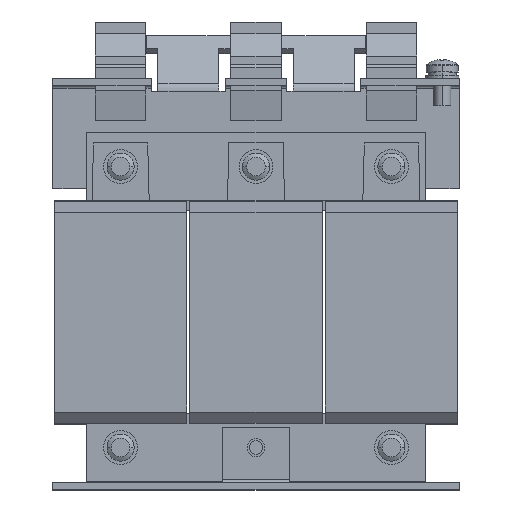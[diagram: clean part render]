
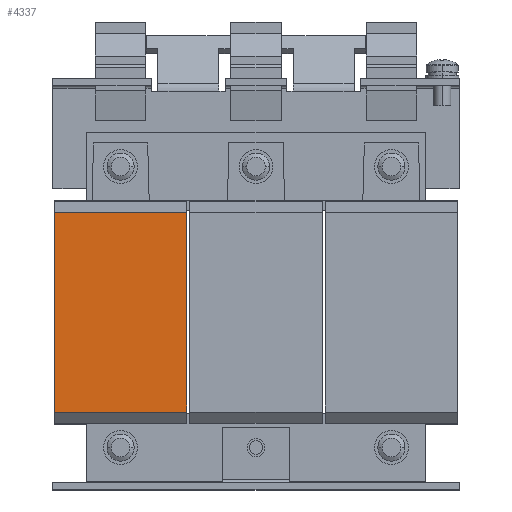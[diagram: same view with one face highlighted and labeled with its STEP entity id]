
A CAD part, top view. The second image highlights one B-rep face of the part: STEP entity #4337.
In plain terms, the highlighted planar face has unit normal (0, 0, 1).
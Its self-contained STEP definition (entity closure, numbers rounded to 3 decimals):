
#1111 = FACE_OUTER_BOUND ( 'NONE', #9373, .T. ) ;
#1113 = LINE ( 'NONE', #14882, #12473 ) ;
#1252 = DIRECTION ( 'NONE',  ( -1., 0., 0. ) ) ;
#1956 = LINE ( 'NONE', #13164, #7269 ) ;
#2353 = DIRECTION ( 'NONE',  ( 0., 1., 0. ) ) ;
#2879 = VERTEX_POINT ( 'NONE', #3719 ) ;
#2885 = VERTEX_POINT ( 'NONE', #10913 ) ;
#2977 = EDGE_CURVE ( 'Defeature ausgef�hrt12_243+Defeature ausgef�hrt12_237+Defeature ausgef�hrt12_244+Defeature ausgef�hrt12_242', #12792, #2885, #6289, .T. ) ;
#3220 = EDGE_CURVE ( 'Defeature ausgef�hrt12_242+Defeature ausgef�hrt12_243+Defeature ausgef�hrt12_238+Defeature ausgef�hrt12_237', #14628, #2885, #17634, .T. ) ;
#3719 = CARTESIAN_POINT ( 'NONE',  ( -59.5, -31., 27.85 ) ) ;
#4337 = ADVANCED_FACE ( 'Defeature ausgef�hrt12_243', ( #1111 ), #18965, .F. ) ;
#6289 = LINE ( 'NONE', #17133, #11384 ) ;
#6397 = CARTESIAN_POINT ( 'NONE',  ( -59.5, 28., 27.85 ) ) ;
#7269 = VECTOR ( 'NONE', #14654, 1000. ) ;
#8972 = AXIS2_PLACEMENT_3D ( 'NONE', #10128, #15914, #1252 ) ;
#8992 = DIRECTION ( 'NONE',  ( 0., 1., 0. ) ) ;
#9302 = VECTOR ( 'NONE', #13776, 1000. ) ;
#9373 = EDGE_LOOP ( 'NONE', ( #10853, #15751, #16154, #16298 ) ) ;
#10128 = CARTESIAN_POINT ( 'NONE',  ( -59.5, 28., 27.85 ) ) ;
#10853 = ORIENTED_EDGE ( 'NONE', *, *, #2977, .T. ) ;
#10913 = CARTESIAN_POINT ( 'NONE',  ( -20.5, 28., 27.85 ) ) ;
#11384 = VECTOR ( 'NONE', #2353, 1000. ) ;
#12217 = CARTESIAN_POINT ( 'NONE',  ( -59.5, 28., 27.85 ) ) ;
#12473 = VECTOR ( 'NONE', #8992, 1000. ) ;
#12792 = VERTEX_POINT ( 'NONE', #14651 ) ;
#13164 = CARTESIAN_POINT ( 'NONE',  ( -59.5, -31., 27.85 ) ) ;
#13776 = DIRECTION ( 'NONE',  ( 1., 0., 0. ) ) ;
#14628 = VERTEX_POINT ( 'NONE', #6397 ) ;
#14651 = CARTESIAN_POINT ( 'NONE',  ( -20.5, -31., 27.85 ) ) ;
#14654 = DIRECTION ( 'NONE',  ( 1., 0., 0. ) ) ;
#14882 = CARTESIAN_POINT ( 'NONE',  ( -59.5, 28., 27.85 ) ) ;
#15751 = ORIENTED_EDGE ( 'NONE', *, *, #3220, .F. ) ;
#15914 = DIRECTION ( 'NONE',  ( 0., 0., -1. ) ) ;
#16154 = ORIENTED_EDGE ( 'NONE', *, *, #16324, .F. ) ;
#16298 = ORIENTED_EDGE ( 'NONE', *, *, #17990, .T. ) ;
#16324 = EDGE_CURVE ( 'Defeature ausgef�hrt12_238+Defeature ausgef�hrt12_243+Defeature ausgef�hrt12_244+Defeature ausgef�hrt12_242', #2879, #14628, #1113, .T. ) ;
#17133 = CARTESIAN_POINT ( 'NONE',  ( -20.5, 28., 27.85 ) ) ;
#17634 = LINE ( 'NONE', #12217, #9302 ) ;
#17990 = EDGE_CURVE ( 'Defeature ausgef�hrt12_243+Defeature ausgef�hrt12_244+Defeature ausgef�hrt12_238+Defeature ausgef�hrt12_237', #2879, #12792, #1956, .T. ) ;
#18965 = PLANE ( 'NONE',  #8972 ) ;
